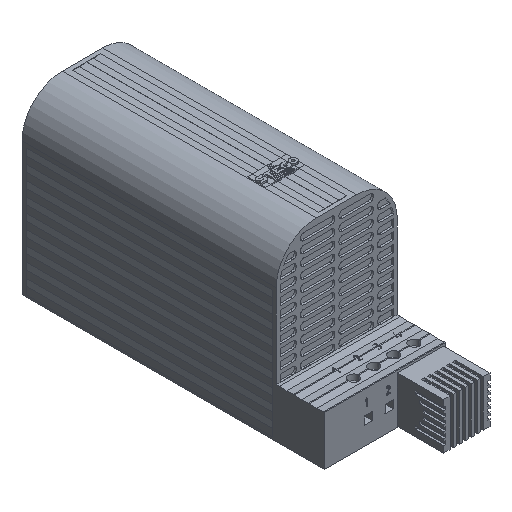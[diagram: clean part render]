
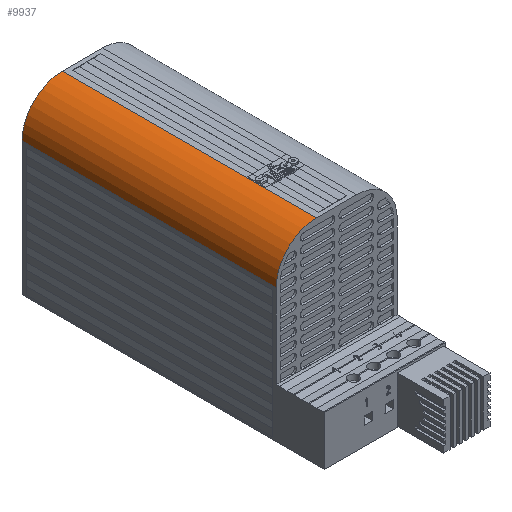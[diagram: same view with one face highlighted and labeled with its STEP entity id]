
A CAD part, isometric view. The second image highlights one B-rep face of the part: STEP entity #9937.
In plain terms, the highlighted cylindrical face has radius 20 mm (diameter 40 mm), a partial arc.
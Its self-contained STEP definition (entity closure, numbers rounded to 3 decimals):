
#677 = VERTEX_POINT ( 'NONE', #15441 ) ;
#1315 = CIRCLE ( 'NONE', #32509, 20. ) ;
#2598 = CARTESIAN_POINT ( 'NONE',  ( 20., -82.5, 86. ) ) ;
#3416 = CIRCLE ( 'NONE', #17149, 20. ) ;
#6039 = ORIENTED_EDGE ( 'NONE', *, *, #35092, .F. ) ;
#6510 = VERTEX_POINT ( 'NONE', #2598 ) ;
#7158 = CYLINDRICAL_SURFACE ( 'NONE', #12218, 20. ) ;
#7244 = CARTESIAN_POINT ( 'NONE',  ( 20., 43.5, 86. ) ) ;
#7396 = DIRECTION ( 'NONE',  ( 0., 0., 1. ) ) ;
#9062 = VECTOR ( 'NONE', #12221, 1000. ) ;
#9937 = ADVANCED_FACE ( 'NONE', ( #24762 ), #7158, .T. ) ;
#10527 = DIRECTION ( 'NONE',  ( 0., 1., 0. ) ) ;
#12015 = ORIENTED_EDGE ( 'NONE', *, *, #12085, .F. ) ;
#12085 = EDGE_CURVE ( 'NONE', #6510, #38307, #1315, .T. ) ;
#12218 = AXIS2_PLACEMENT_3D ( 'NONE', #29270, #10527, #7396 ) ;
#12221 = DIRECTION ( 'NONE',  ( 0., -1., 0. ) ) ;
#14447 = ORIENTED_EDGE ( 'NONE', *, *, #37234, .F. ) ;
#15441 = CARTESIAN_POINT ( 'NONE',  ( 0., 43.5, 66. ) ) ;
#15721 = EDGE_LOOP ( 'NONE', ( #12015, #30260, #6039, #14447 ) ) ;
#16686 = DIRECTION ( 'NONE',  ( 0., 1., 0. ) ) ;
#17021 = DIRECTION ( 'NONE',  ( 0., -1., 0. ) ) ;
#17149 = AXIS2_PLACEMENT_3D ( 'NONE', #35443, #16686, #38596 ) ;
#17828 = LINE ( 'NONE', #20134, #26201 ) ;
#18810 = EDGE_CURVE ( 'NONE', #23590, #6510, #34006, .T. ) ;
#20134 = CARTESIAN_POINT ( 'NONE',  ( 0., 43.5, 66. ) ) ;
#23297 = DIRECTION ( 'NONE',  ( 0., 1., 0. ) ) ;
#23590 = VERTEX_POINT ( 'NONE', #7244 ) ;
#24762 = FACE_OUTER_BOUND ( 'NONE', #15721, .T. ) ;
#26201 = VECTOR ( 'NONE', #23297, 1000. ) ;
#29270 = CARTESIAN_POINT ( 'NONE',  ( 20., -82.5, 66. ) ) ;
#30260 = ORIENTED_EDGE ( 'NONE', *, *, #18810, .F. ) ;
#32509 = AXIS2_PLACEMENT_3D ( 'NONE', #35786, #17021, #38958 ) ;
#32703 = CARTESIAN_POINT ( 'NONE',  ( 0., -82.5, 66. ) ) ;
#34006 = LINE ( 'NONE', #37240, #9062 ) ;
#35092 = EDGE_CURVE ( 'NONE', #677, #23590, #3416, .T. ) ;
#35443 = CARTESIAN_POINT ( 'NONE',  ( 20., 43.5, 66. ) ) ;
#35786 = CARTESIAN_POINT ( 'NONE',  ( 20., -82.5, 66. ) ) ;
#37234 = EDGE_CURVE ( 'NONE', #38307, #677, #17828, .T. ) ;
#37240 = CARTESIAN_POINT ( 'NONE',  ( 20., -82.5, 86. ) ) ;
#38307 = VERTEX_POINT ( 'NONE', #32703 ) ;
#38596 = DIRECTION ( 'NONE',  ( 0., 0., -1. ) ) ;
#38958 = DIRECTION ( 'NONE',  ( 0., 0., 1. ) ) ;
